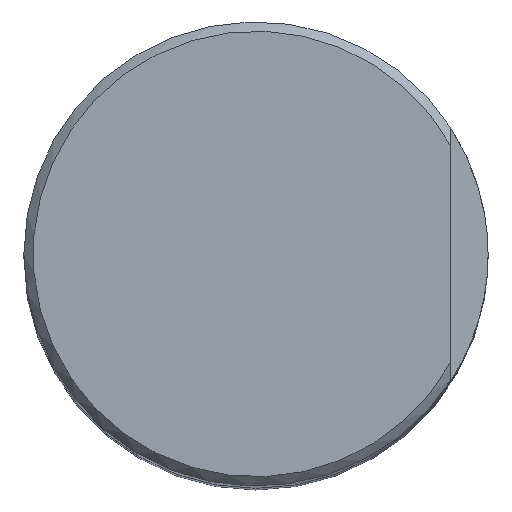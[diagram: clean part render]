
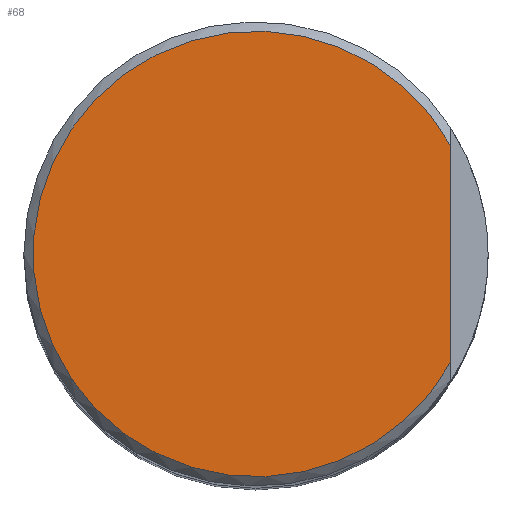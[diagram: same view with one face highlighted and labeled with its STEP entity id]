
A CAD part, top view. The second image highlights one B-rep face of the part: STEP entity #68.
In plain terms, the highlighted planar face has unit normal (0, 0, 1).
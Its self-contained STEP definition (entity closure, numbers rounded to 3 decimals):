
#48=PLANE('',#352);
#57=FACE_OUTER_BOUND('',#105,.T.);
#68=ADVANCED_FACE('',(#57),#48,.T.);
#105=EDGE_LOOP('',(#134,#135));
#134=ORIENTED_EDGE('',*,*,#195,.T.);
#135=ORIENTED_EDGE('',*,*,#196,.T.);
#178=VERTEX_POINT('',#507);
#179=VERTEX_POINT('',#508);
#195=EDGE_CURVE('',#178,#179,#268,.T.);
#196=EDGE_CURVE('',#179,#178,#210,.T.);
#210=CIRCLE('',#351,12.);
#268=LINE('',#506,#285);
#285=VECTOR('',#406,1.);
#351=AXIS2_PLACEMENT_3D('',#509,#407,#408);
#352=AXIS2_PLACEMENT_3D('',#510,#409,#410);
#406=DIRECTION('',(0.,1.,0.));
#407=DIRECTION('',(0.,0.,1.));
#408=DIRECTION('',(1.,0.,0.));
#409=DIRECTION('',(0.,0.,1.));
#410=DIRECTION('',(1.,0.,0.));
#506=CARTESIAN_POINT('',(10.5,0.,0.));
#507=CARTESIAN_POINT('',(10.5,-5.809,0.));
#508=CARTESIAN_POINT('',(10.5,5.809,0.));
#509=CARTESIAN_POINT('',(0.,0.,0.));
#510=CARTESIAN_POINT('',(0.,0.,0.));
